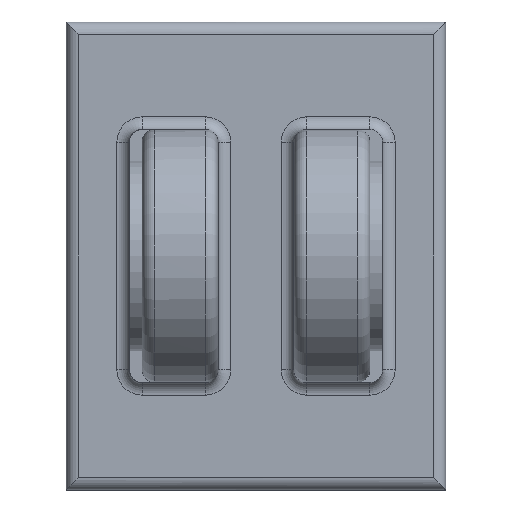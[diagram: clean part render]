
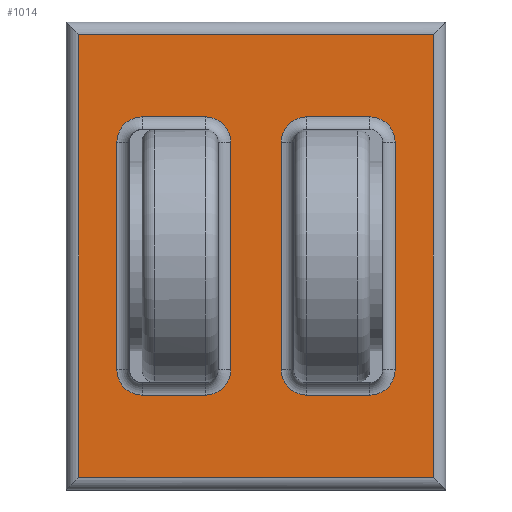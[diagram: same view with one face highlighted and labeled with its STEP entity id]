
A CAD part, front view. The second image highlights one B-rep face of the part: STEP entity #1014.
In plain terms, the highlighted planar face has unit normal (0, -1, 0).
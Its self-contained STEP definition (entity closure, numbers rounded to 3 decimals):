
#20=FACE_BOUND('',#325,.T.);
#21=FACE_BOUND('',#326,.T.);
#42=PLANE('',#1131);
#82=LINE('',#1721,#156);
#85=LINE('',#1725,#159);
#89=LINE('',#1738,#163);
#92=LINE('',#1743,#166);
#94=LINE('',#1749,#168);
#95=LINE('',#1751,#169);
#96=LINE('',#1753,#170);
#97=LINE('',#1754,#171);
#98=LINE('',#1759,#172);
#99=LINE('',#1763,#173);
#100=LINE('',#1767,#174);
#101=LINE('',#1770,#175);
#156=VECTOR('',#1344,10.);
#159=VECTOR('',#1349,10.);
#163=VECTOR('',#1367,10.);
#166=VECTOR('',#1374,10.);
#168=VECTOR('',#1380,10.);
#169=VECTOR('',#1381,10.);
#170=VECTOR('',#1382,10.);
#171=VECTOR('',#1383,10.);
#172=VECTOR('',#1386,10.);
#173=VECTOR('',#1389,10.);
#174=VECTOR('',#1392,10.);
#175=VECTOR('',#1395,10.);
#260=FACE_OUTER_BOUND('',#324,.T.);
#324=EDGE_LOOP('',(#813,#814,#815,#816));
#325=EDGE_LOOP('',(#817,#818,#819,#820,#821,#822,#823,#824));
#326=EDGE_LOOP('',(#825,#826,#827,#828,#829,#830,#831,#832));
#389=CIRCLE('',#1102,2.);
#391=CIRCLE('',#1105,2.);
#397=CIRCLE('',#1112,2.);
#401=CIRCLE('',#1117,2.);
#406=CIRCLE('',#1132,2.);
#407=CIRCLE('',#1133,2.);
#408=CIRCLE('',#1134,2.);
#409=CIRCLE('',#1135,2.);
#473=VERTEX_POINT('',#1689);
#474=VERTEX_POINT('',#1691);
#475=VERTEX_POINT('',#1695);
#476=VERTEX_POINT('',#1696);
#480=VERTEX_POINT('',#1706);
#481=VERTEX_POINT('',#1708);
#484=VERTEX_POINT('',#1715);
#485=VERTEX_POINT('',#1717);
#488=VERTEX_POINT('',#1747);
#489=VERTEX_POINT('',#1748);
#490=VERTEX_POINT('',#1750);
#491=VERTEX_POINT('',#1752);
#492=VERTEX_POINT('',#1755);
#493=VERTEX_POINT('',#1756);
#494=VERTEX_POINT('',#1758);
#495=VERTEX_POINT('',#1760);
#496=VERTEX_POINT('',#1762);
#497=VERTEX_POINT('',#1764);
#498=VERTEX_POINT('',#1766);
#499=VERTEX_POINT('',#1768);
#579=EDGE_CURVE('',#473,#474,#389,.T.);
#581=EDGE_CURVE('',#475,#476,#391,.T.);
#587=EDGE_CURVE('',#480,#481,#397,.T.);
#591=EDGE_CURVE('',#484,#485,#401,.T.);
#593=EDGE_CURVE('',#476,#484,#82,.T.);
#596=EDGE_CURVE('',#485,#480,#85,.T.);
#603=EDGE_CURVE('',#481,#473,#89,.T.);
#606=EDGE_CURVE('',#474,#475,#92,.T.);
#608=EDGE_CURVE('',#488,#489,#94,.T.);
#609=EDGE_CURVE('',#490,#488,#95,.T.);
#610=EDGE_CURVE('',#491,#490,#96,.T.);
#611=EDGE_CURVE('',#489,#491,#97,.T.);
#612=EDGE_CURVE('',#492,#493,#406,.T.);
#613=EDGE_CURVE('',#494,#492,#98,.T.);
#614=EDGE_CURVE('',#495,#494,#407,.T.);
#615=EDGE_CURVE('',#496,#495,#99,.T.);
#616=EDGE_CURVE('',#497,#496,#408,.T.);
#617=EDGE_CURVE('',#498,#497,#100,.T.);
#618=EDGE_CURVE('',#499,#498,#409,.T.);
#619=EDGE_CURVE('',#493,#499,#101,.T.);
#813=ORIENTED_EDGE('',*,*,#608,.F.);
#814=ORIENTED_EDGE('',*,*,#609,.F.);
#815=ORIENTED_EDGE('',*,*,#610,.F.);
#816=ORIENTED_EDGE('',*,*,#611,.F.);
#817=ORIENTED_EDGE('',*,*,#612,.F.);
#818=ORIENTED_EDGE('',*,*,#613,.F.);
#819=ORIENTED_EDGE('',*,*,#614,.F.);
#820=ORIENTED_EDGE('',*,*,#615,.F.);
#821=ORIENTED_EDGE('',*,*,#616,.F.);
#822=ORIENTED_EDGE('',*,*,#617,.F.);
#823=ORIENTED_EDGE('',*,*,#618,.F.);
#824=ORIENTED_EDGE('',*,*,#619,.F.);
#825=ORIENTED_EDGE('',*,*,#591,.F.);
#826=ORIENTED_EDGE('',*,*,#593,.F.);
#827=ORIENTED_EDGE('',*,*,#581,.F.);
#828=ORIENTED_EDGE('',*,*,#606,.F.);
#829=ORIENTED_EDGE('',*,*,#579,.F.);
#830=ORIENTED_EDGE('',*,*,#603,.F.);
#831=ORIENTED_EDGE('',*,*,#587,.F.);
#832=ORIENTED_EDGE('',*,*,#596,.F.);
#1014=ADVANCED_FACE('',(#260,#20,#21),#42,.T.);
#1102=AXIS2_PLACEMENT_3D('',#1692,#1308,#1309);
#1105=AXIS2_PLACEMENT_3D('',#1697,#1314,#1315);
#1112=AXIS2_PLACEMENT_3D('',#1709,#1328,#1329);
#1117=AXIS2_PLACEMENT_3D('',#1718,#1338,#1339);
#1131=AXIS2_PLACEMENT_3D('',#1746,#1378,#1379);
#1132=AXIS2_PLACEMENT_3D('',#1757,#1384,#1385);
#1133=AXIS2_PLACEMENT_3D('',#1761,#1387,#1388);
#1134=AXIS2_PLACEMENT_3D('',#1765,#1390,#1391);
#1135=AXIS2_PLACEMENT_3D('',#1769,#1393,#1394);
#1308=DIRECTION('center_axis',(0.,-1.,0.));
#1309=DIRECTION('ref_axis',(0.707,0.,-0.707));
#1314=DIRECTION('center_axis',(0.,-1.,0.));
#1315=DIRECTION('ref_axis',(0.707,0.,0.707));
#1328=DIRECTION('center_axis',(0.,-1.,0.));
#1329=DIRECTION('ref_axis',(-0.707,0.,-0.707));
#1338=DIRECTION('center_axis',(0.,-1.,0.));
#1339=DIRECTION('ref_axis',(-0.707,0.,0.707));
#1344=DIRECTION('',(-1.,0.,0.));
#1349=DIRECTION('',(0.,0.,-1.));
#1367=DIRECTION('',(1.,0.,0.));
#1374=DIRECTION('',(0.,0.,1.));
#1378=DIRECTION('center_axis',(0.,-1.,0.));
#1379=DIRECTION('ref_axis',(1.,0.,0.));
#1380=DIRECTION('',(-1.,0.,0.));
#1381=DIRECTION('',(0.,0.,-1.));
#1382=DIRECTION('',(1.,0.,0.));
#1383=DIRECTION('',(0.,0.,1.));
#1384=DIRECTION('center_axis',(0.,-1.,0.));
#1385=DIRECTION('ref_axis',(0.707,0.,-0.707));
#1386=DIRECTION('',(1.,0.,0.));
#1387=DIRECTION('center_axis',(0.,-1.,0.));
#1388=DIRECTION('ref_axis',(-0.707,0.,-0.707));
#1389=DIRECTION('',(0.,0.,-1.));
#1390=DIRECTION('center_axis',(0.,-1.,0.));
#1391=DIRECTION('ref_axis',(-0.707,0.,0.707));
#1392=DIRECTION('',(-1.,0.,0.));
#1393=DIRECTION('center_axis',(0.,-1.,0.));
#1394=DIRECTION('ref_axis',(0.707,0.,0.707));
#1395=DIRECTION('',(0.,0.,1.));
#1689=CARTESIAN_POINT('',(24.,0.,7.5));
#1691=CARTESIAN_POINT('',(26.,0.,9.5));
#1692=CARTESIAN_POINT('Origin',(24.,0.,9.5));
#1695=CARTESIAN_POINT('',(26.,0.,27.5));
#1696=CARTESIAN_POINT('',(24.,0.,29.5));
#1697=CARTESIAN_POINT('Origin',(24.,0.,27.5));
#1706=CARTESIAN_POINT('',(17.,0.,9.5));
#1708=CARTESIAN_POINT('',(19.,0.,7.5));
#1709=CARTESIAN_POINT('Origin',(19.,0.,9.5));
#1715=CARTESIAN_POINT('',(19.,0.,29.5));
#1717=CARTESIAN_POINT('',(17.,0.,27.5));
#1718=CARTESIAN_POINT('Origin',(19.,0.,27.5));
#1721=CARTESIAN_POINT('',(11.5,0.,29.5));
#1725=CARTESIAN_POINT('',(17.,0.,14.25));
#1738=CARTESIAN_POINT('',(3.5,0.,7.5));
#1743=CARTESIAN_POINT('',(26.,0.,4.25));
#1746=CARTESIAN_POINT('Origin',(0.,0.,0.));
#1747=CARTESIAN_POINT('',(29.,0.,1.));
#1748=CARTESIAN_POINT('',(1.,0.,1.));
#1749=CARTESIAN_POINT('',(7.5,0.,1.));
#1750=CARTESIAN_POINT('',(29.,0.,36.));
#1751=CARTESIAN_POINT('',(29.,0.,0.));
#1752=CARTESIAN_POINT('',(1.,0.,36.));
#1753=CARTESIAN_POINT('',(7.5,0.,36.));
#1754=CARTESIAN_POINT('',(1.,0.,0.));
#1755=CARTESIAN_POINT('',(11.,0.,7.5));
#1756=CARTESIAN_POINT('',(13.,0.,9.5));
#1757=CARTESIAN_POINT('Origin',(11.,0.,9.5));
#1758=CARTESIAN_POINT('',(6.,0.,7.5));
#1759=CARTESIAN_POINT('',(3.5,0.,7.5));
#1760=CARTESIAN_POINT('',(4.,0.,9.5));
#1761=CARTESIAN_POINT('Origin',(6.,0.,9.5));
#1762=CARTESIAN_POINT('',(4.,0.,27.5));
#1763=CARTESIAN_POINT('',(4.,0.,14.25));
#1764=CARTESIAN_POINT('',(6.,0.,29.5));
#1765=CARTESIAN_POINT('Origin',(6.,0.,27.5));
#1766=CARTESIAN_POINT('',(11.,0.,29.5));
#1767=CARTESIAN_POINT('',(11.5,0.,29.5));
#1768=CARTESIAN_POINT('',(13.,0.,27.5));
#1769=CARTESIAN_POINT('Origin',(11.,0.,27.5));
#1770=CARTESIAN_POINT('',(13.,0.,4.25));
